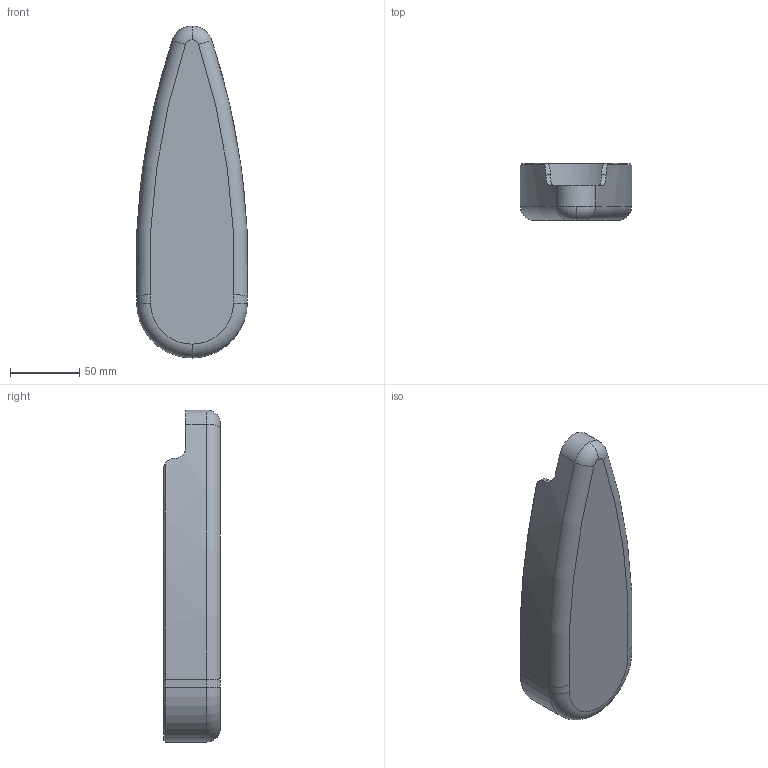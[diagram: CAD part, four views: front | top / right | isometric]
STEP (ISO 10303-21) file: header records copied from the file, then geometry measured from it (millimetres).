
FILE_DESCRIPTION (( 'STEP AP203' ), '1' );
FILE_NAME ('63衵虯衵俋褲A.STEP', '2024-12-19T12:18:21', ( '' ), ( '' ), 'SwSTEP 2.0', 'SolidWorks 2024', '' );
FILE_SCHEMA (( 'CONFIG_CONTROL_DESIGN' ));
Length unit declared in the file: millimetre
Products named in the file (1): 63右腿右外壳A
Bounding box: 80.4 x 41 x 240 mm (x, y, z)
Volume: 96908.2 mm3; surface area: 66183 mm2
Topology: 1 solids, 1 shells, 44 faces, 110 edges, 68 vertices
Faces by surface type: torus 16, cylinder 16, cone 6, plane 6
Entity records: 1582 total; most frequent: CARTESIAN_POINT 409, DIRECTION 265, ORIENTED_EDGE 220, AXIS2_PLACEMENT_3D 120, EDGE_CURVE 110, CIRCLE 75, VERTEX_POINT 68, ADVANCED_FACE 44
